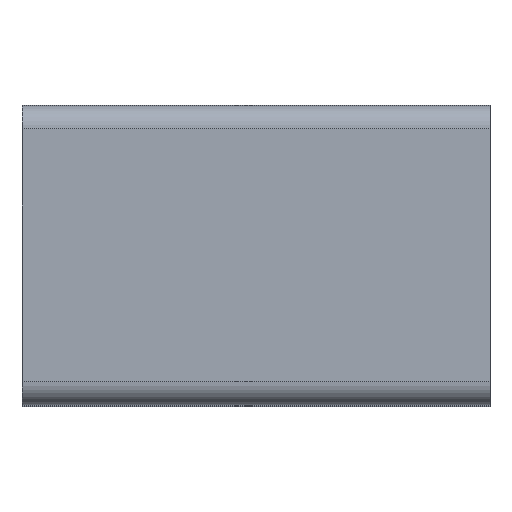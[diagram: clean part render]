
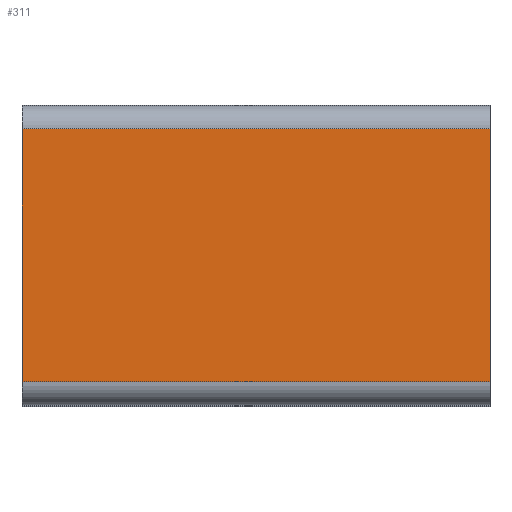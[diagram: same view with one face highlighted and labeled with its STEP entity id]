
A CAD part, top view. The second image highlights one B-rep face of the part: STEP entity #311.
In plain terms, the highlighted planar face has unit normal (0, 0, 1).
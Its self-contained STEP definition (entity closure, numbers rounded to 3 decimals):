
#230 = FACE_OUTER_BOUND ( 'NONE', #1854, .T. ) ;
#237 = CARTESIAN_POINT ( 'NONE',  ( 0.25, 0.025, 0.525 ) ) ;
#266 = CARTESIAN_POINT ( 'NONE',  ( 0.25, 0., 0.525 ) ) ;
#311 = ADVANCED_FACE ( 'NONE', ( #230 ), #1815, .F. ) ;
#723 = CARTESIAN_POINT ( 'NONE',  ( 0.25, 0.295, 0.525 ) ) ;
#1027 = VERTEX_POINT ( 'NONE', #237 ) ;
#1044 = DIRECTION ( 'NONE',  ( 1., 0., 0. ) ) ;
#1443 = LINE ( 'NONE', #2242, #2522 ) ;
#1617 = LINE ( 'NONE', #2657, #1921 ) ;
#1815 = PLANE ( 'NONE',  #2437 ) ;
#1854 = EDGE_LOOP ( 'NONE', ( #3163, #4553, #4778, #4170 ) ) ;
#1857 = VECTOR ( 'NONE', #4812, 1000. ) ;
#1921 = VECTOR ( 'NONE', #4205, 1000. ) ;
#1950 = CARTESIAN_POINT ( 'NONE',  ( -0.25, 0.295, 0.525 ) ) ;
#2007 = VERTEX_POINT ( 'NONE', #3031 ) ;
#2099 = CARTESIAN_POINT ( 'NONE',  ( 0.25, 0.295, 0.525 ) ) ;
#2104 = LINE ( 'NONE', #3591, #3584 ) ;
#2242 = CARTESIAN_POINT ( 'NONE',  ( 0.25, 0.025, 0.525 ) ) ;
#2367 = EDGE_CURVE ( 'NONE', #2007, #1027, #1443, .T. ) ;
#2437 = AXIS2_PLACEMENT_3D ( 'NONE', #266, #3690, #4843 ) ;
#2485 = EDGE_CURVE ( 'NONE', #3806, #2007, #1617, .T. ) ;
#2522 = VECTOR ( 'NONE', #1044, 1000. ) ;
#2657 = CARTESIAN_POINT ( 'NONE',  ( -0.25, 0., 0.525 ) ) ;
#2906 = EDGE_CURVE ( 'NONE', #3753, #3806, #4112, .T. ) ;
#3031 = CARTESIAN_POINT ( 'NONE',  ( -0.25, 0.025, 0.525 ) ) ;
#3163 = ORIENTED_EDGE ( 'NONE', *, *, #2485, .T. ) ;
#3584 = VECTOR ( 'NONE', #4390, 1000. ) ;
#3591 = CARTESIAN_POINT ( 'NONE',  ( 0.25, 0., 0.525 ) ) ;
#3690 = DIRECTION ( 'NONE',  ( 0., 0., -1. ) ) ;
#3753 = VERTEX_POINT ( 'NONE', #723 ) ;
#3806 = VERTEX_POINT ( 'NONE', #1950 ) ;
#4033 = EDGE_CURVE ( 'NONE', #3753, #1027, #2104, .T. ) ;
#4112 = LINE ( 'NONE', #2099, #1857 ) ;
#4170 = ORIENTED_EDGE ( 'NONE', *, *, #2906, .T. ) ;
#4205 = DIRECTION ( 'NONE',  ( 0., -1., 0. ) ) ;
#4390 = DIRECTION ( 'NONE',  ( 0., -1., 0. ) ) ;
#4553 = ORIENTED_EDGE ( 'NONE', *, *, #2367, .T. ) ;
#4778 = ORIENTED_EDGE ( 'NONE', *, *, #4033, .F. ) ;
#4812 = DIRECTION ( 'NONE',  ( -1., 0., 0. ) ) ;
#4843 = DIRECTION ( 'NONE',  ( -1., 0., 0. ) ) ;
